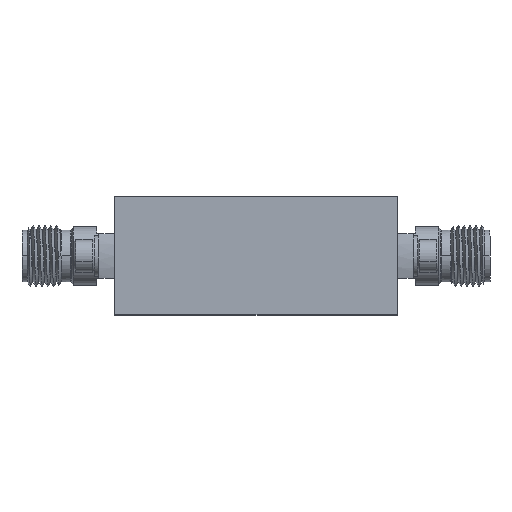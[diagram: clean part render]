
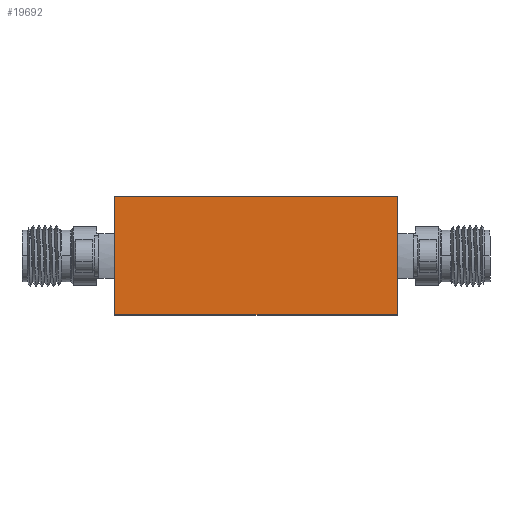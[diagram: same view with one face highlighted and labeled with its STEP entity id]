
A CAD part, top view. The second image highlights one B-rep face of the part: STEP entity #19692.
In plain terms, the highlighted planar face has unit normal (0, 0, 1).
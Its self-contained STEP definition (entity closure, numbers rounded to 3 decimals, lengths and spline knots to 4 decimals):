
#18 = LINE ( 'NONE', #21782, #3885 ) ;
#1232 = CARTESIAN_POINT ( 'NONE',  ( 0.6, 0.5, 0.6 ) ) ;
#1735 = CARTESIAN_POINT ( 'NONE',  ( 0.6, 0.5, 0.6 ) ) ;
#2152 = VERTEX_POINT ( 'NONE', #34741 ) ;
#3595 = CARTESIAN_POINT ( 'NONE',  ( 0.6, 0., 0.6 ) ) ;
#3885 = VECTOR ( 'NONE', #15460, 39.3701 ) ;
#4176 = DIRECTION ( 'NONE',  ( -1., 0., 0. ) ) ;
#6767 = VECTOR ( 'NONE', #26040, 39.3701 ) ;
#6945 = VECTOR ( 'NONE', #19445, 39.3701 ) ;
#8336 = FACE_OUTER_BOUND ( 'NONE', #39122, .T. ) ;
#9073 = EDGE_CURVE ( 'NONE', #33256, #29044, #30344, .T. ) ;
#10761 = ORIENTED_EDGE ( 'NONE', *, *, #28953, .T. ) ;
#10811 = ORIENTED_EDGE ( 'NONE', *, *, #19892, .F. ) ;
#11831 = ORIENTED_EDGE ( 'NONE', *, *, #9073, .F. ) ;
#15460 = DIRECTION ( 'NONE',  ( 0., -1., 0. ) ) ;
#17027 = EDGE_CURVE ( 'NONE', #2152, #32263, #33420, .T. ) ;
#17155 = DIRECTION ( 'NONE',  ( 0., -1., 0. ) ) ;
#17483 = LINE ( 'NONE', #29118, #20371 ) ;
#19445 = DIRECTION ( 'NONE',  ( 1., 0., 0. ) ) ;
#19467 = PLANE ( 'NONE',  #23918 ) ;
#19692 = ADVANCED_FACE ( 'NONE', ( #8336 ), #19467, .F. ) ;
#19892 = EDGE_CURVE ( 'NONE', #29044, #32263, #17483, .T. ) ;
#20371 = VECTOR ( 'NONE', #17155, 39.3701 ) ;
#21782 = CARTESIAN_POINT ( 'NONE',  ( -0.6, 0.5, 0.6 ) ) ;
#22152 = CARTESIAN_POINT ( 'NONE',  ( 0.6, 0., 0.6 ) ) ;
#23918 = AXIS2_PLACEMENT_3D ( 'NONE', #35029, #31961, #4176 ) ;
#26040 = DIRECTION ( 'NONE',  ( 1., 0., 0. ) ) ;
#28953 = EDGE_CURVE ( 'NONE', #33256, #2152, #18, .T. ) ;
#29044 = VERTEX_POINT ( 'NONE', #1232 ) ;
#29118 = CARTESIAN_POINT ( 'NONE',  ( 0.6, 0.5, 0.6 ) ) ;
#30344 = LINE ( 'NONE', #1735, #6767 ) ;
#30818 = ORIENTED_EDGE ( 'NONE', *, *, #17027, .T. ) ;
#31961 = DIRECTION ( 'NONE',  ( 0., 0., -1. ) ) ;
#32263 = VERTEX_POINT ( 'NONE', #3595 ) ;
#33256 = VERTEX_POINT ( 'NONE', #39435 ) ;
#33420 = LINE ( 'NONE', #22152, #6945 ) ;
#34741 = CARTESIAN_POINT ( 'NONE',  ( -0.6, 0., 0.6 ) ) ;
#35029 = CARTESIAN_POINT ( 'NONE',  ( 0.6, 0.5, 0.6 ) ) ;
#39122 = EDGE_LOOP ( 'NONE', ( #30818, #10811, #11831, #10761 ) ) ;
#39435 = CARTESIAN_POINT ( 'NONE',  ( -0.6, 0.5, 0.6 ) ) ;
